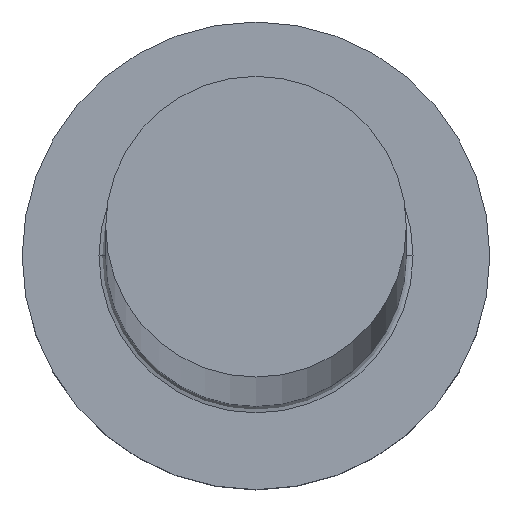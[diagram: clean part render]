
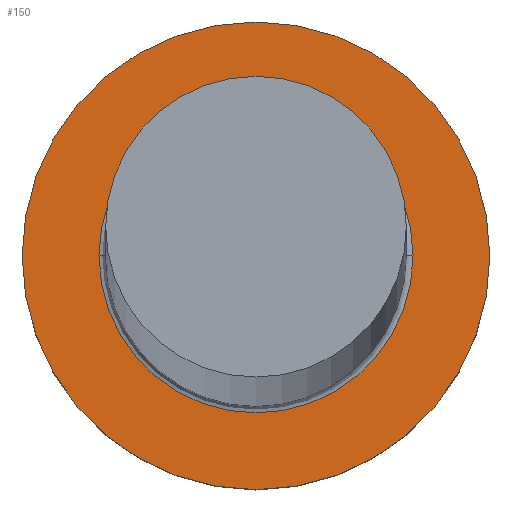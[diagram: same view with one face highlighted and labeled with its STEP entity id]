
A CAD part, top view. The second image highlights one B-rep face of the part: STEP entity #150.
In plain terms, the highlighted planar face has unit normal (0, 0, 1).
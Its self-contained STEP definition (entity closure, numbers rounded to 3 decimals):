
#2 = CARTESIAN_POINT ( 'NONE',  ( -4.7, 0., 5. ) ) ;
#19 = VERTEX_POINT ( 'NONE', #115 ) ;
#20 = CARTESIAN_POINT ( 'NONE',  ( 0., 0., 5. ) ) ;
#21 = CARTESIAN_POINT ( 'NONE',  ( 7., 0., 5. ) ) ;
#29 = DIRECTION ( 'NONE',  ( 1., 0., 0. ) ) ;
#37 = ORIENTED_EDGE ( 'NONE', *, *, #175, .T. ) ;
#41 = EDGE_CURVE ( 'NONE', #19, #190, #134, .T. ) ;
#48 = DIRECTION ( 'NONE',  ( 1., 0., 0. ) ) ;
#54 = EDGE_CURVE ( 'NONE', #190, #19, #298, .T. ) ;
#59 = ORIENTED_EDGE ( 'NONE', *, *, #41, .T. ) ;
#73 = DIRECTION ( 'NONE',  ( 0., 0., 1. ) ) ;
#74 = DIRECTION ( 'NONE',  ( 1., 0., 0. ) ) ;
#78 = CARTESIAN_POINT ( 'NONE',  ( 0., 0., 5. ) ) ;
#90 = ORIENTED_EDGE ( 'NONE', *, *, #306, .T. ) ;
#91 = CARTESIAN_POINT ( 'NONE',  ( 0., 0., 5. ) ) ;
#105 = VERTEX_POINT ( 'NONE', #21 ) ;
#115 = CARTESIAN_POINT ( 'NONE',  ( 4.7, 0., 5. ) ) ;
#122 = DIRECTION ( 'NONE',  ( 1., 0., 0. ) ) ;
#125 = CARTESIAN_POINT ( 'NONE',  ( 0., 0., 5. ) ) ;
#127 = DIRECTION ( 'NONE',  ( 0., 0., 1. ) ) ;
#134 = CIRCLE ( 'NONE', #279, 4.7 ) ;
#138 = DIRECTION ( 'NONE',  ( 0., 0., -1. ) ) ;
#146 = DIRECTION ( 'NONE',  ( 0., 0., 1. ) ) ;
#150 = ADVANCED_FACE ( 'NONE', ( #184, #280 ), #236, .T. ) ;
#155 = DIRECTION ( 'NONE',  ( 1., 0., 0. ) ) ;
#172 = VERTEX_POINT ( 'NONE', #210 ) ;
#175 = EDGE_CURVE ( 'NONE', #172, #105, #238, .T. ) ;
#184 = FACE_BOUND ( 'NONE', #197, .T. ) ;
#190 = VERTEX_POINT ( 'NONE', #2 ) ;
#197 = EDGE_LOOP ( 'NONE', ( #59, #208 ) ) ;
#200 = AXIS2_PLACEMENT_3D ( 'NONE', #125, #146, #29 ) ;
#208 = ORIENTED_EDGE ( 'NONE', *, *, #54, .T. ) ;
#210 = CARTESIAN_POINT ( 'NONE',  ( -7., 0., 5. ) ) ;
#212 = AXIS2_PLACEMENT_3D ( 'NONE', #78, #127, #122 ) ;
#236 = PLANE ( 'NONE',  #289 ) ;
#237 = CARTESIAN_POINT ( 'NONE',  ( 0., 0., 5. ) ) ;
#238 = CIRCLE ( 'NONE', #200, 7. ) ;
#243 = CIRCLE ( 'NONE', #212, 7. ) ;
#252 = EDGE_LOOP ( 'NONE', ( #37, #90 ) ) ;
#255 = AXIS2_PLACEMENT_3D ( 'NONE', #91, #138, #74 ) ;
#262 = DIRECTION ( 'NONE',  ( 0., 0., -1. ) ) ;
#279 = AXIS2_PLACEMENT_3D ( 'NONE', #237, #262, #48 ) ;
#280 = FACE_OUTER_BOUND ( 'NONE', #252, .T. ) ;
#289 = AXIS2_PLACEMENT_3D ( 'NONE', #20, #73, #155 ) ;
#298 = CIRCLE ( 'NONE', #255, 4.7 ) ;
#306 = EDGE_CURVE ( 'NONE', #105, #172, #243, .T. ) ;
